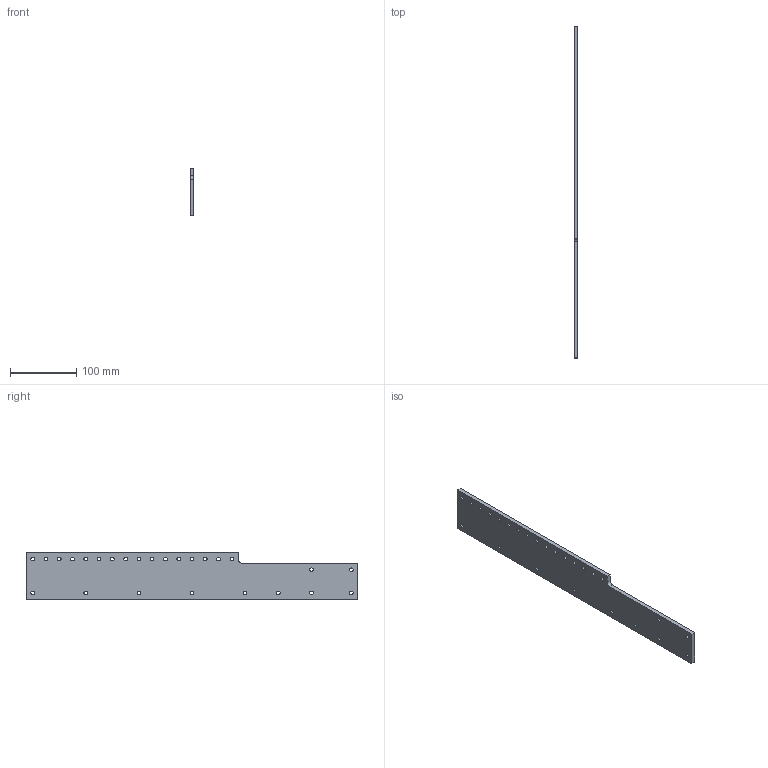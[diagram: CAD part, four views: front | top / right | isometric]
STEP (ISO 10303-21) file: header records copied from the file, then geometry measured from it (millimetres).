
FILE_DESCRIPTION(('FreeCAD Model'),'2;1');
FILE_NAME('Open CASCADE Shape Model','2021-05-25T19:01:21',('Author'),( ''),'Open CASCADE STEP processor 7.5','FreeCAD','Unknown');
FILE_SCHEMA(('AUTOMOTIVE_DESIGN { 1 0 10303 214 1 1 1 1 }'));
Length unit declared in the file: millimetre
Products named in the file (1): Left Side Cover001
Bounding box: 6 x 500 x 70.9 mm (x, y, z)
Volume: 191745.9 mm3; surface area: 73448.7 mm2
Topology: 1 solids, 1 shells, 35 faces, 99 edges, 66 vertices
Faces by surface type: cylinder 27, plane 8
Full cylindrical faces by diameter (mm): 5.5 x26
Entity records: 2664 total; most frequent: CARTESIAN_POINT 567, DIRECTION 395, ORIENTED_EDGE 198, PCURVE 198, DEFINITIONAL_REPRESENTATION 198, LINE 189, VECTOR 189, EDGE_CURVE 99
